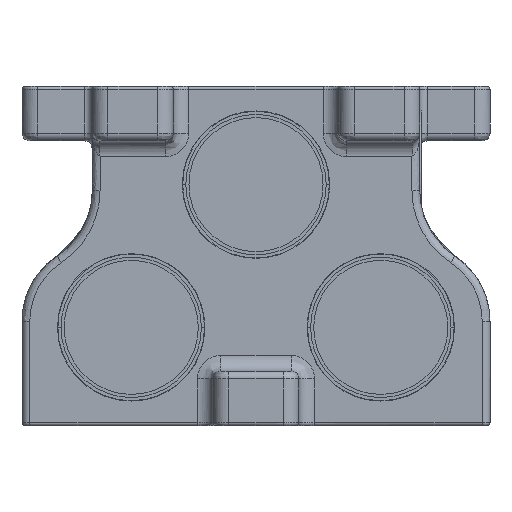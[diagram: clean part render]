
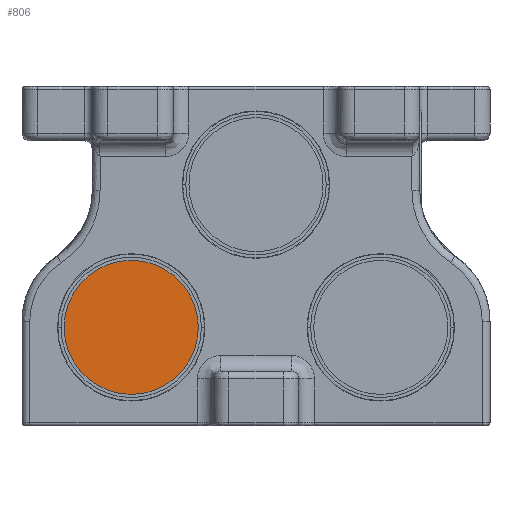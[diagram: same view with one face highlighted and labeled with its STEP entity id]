
A CAD part, front view. The second image highlights one B-rep face of the part: STEP entity #806.
In plain terms, the highlighted free-form (B-spline) face has degree [1, 1] with [2, 2] control points.
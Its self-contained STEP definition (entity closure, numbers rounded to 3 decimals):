
#476 = ( BOUNDED_SURFACE() B_SPLINE_SURFACE(1,2,(
    (#477,#478,#479,#480,#481)
    ,(#482,#483,#484,#485,#486
)),.UNSPECIFIED.,.F.,.F.,.F.) B_SPLINE_SURFACE_WITH_KNOTS((2,2),(3,2,3),
  (0.,1.),(0.,0.353,1.),.UNSPECIFIED.) 
GEOMETRIC_REPRESENTATION_ITEM() RATIONAL_B_SPLINE_SURFACE((
    (0.752,0.728,1.,0.5,1.)
,(0.752,0.728,1.,0.5,1.))) REPRESENTATION_ITEM('') SURFACE() );
#477 = CARTESIAN_POINT('',(-2098.589,-1862.716,
    61.207));
#478 = CARTESIAN_POINT('',(-2095.698,-1862.716,
    33.46));
#479 = CARTESIAN_POINT('',(-2119.858,-1862.716,
    19.511));
#480 = CARTESIAN_POINT('',(-2184.358,-1862.716,
    -17.728));
#481 = CARTESIAN_POINT('',(-2184.358,-1862.716,
    56.75));
#482 = CARTESIAN_POINT('',(-2098.589,-1836.716,
    61.207));
#483 = CARTESIAN_POINT('',(-2095.698,-1836.716,
    33.46));
#484 = CARTESIAN_POINT('',(-2119.858,-1836.716,
    19.511));
#485 = CARTESIAN_POINT('',(-2184.358,-1836.716,
    -17.728));
#486 = CARTESIAN_POINT('',(-2184.358,-1836.716,
    56.75));
#533 = ( BOUNDED_SURFACE() B_SPLINE_SURFACE(1,2,(
    (#534,#535,#536,#537,#538)
    ,(#539,#540,#541,#542,#543
)),.UNSPECIFIED.,.F.,.F.,.F.) B_SPLINE_SURFACE_WITH_KNOTS((2,2),(3,2,3),
  (0.,1.),(0.,0.647,1.),.UNSPECIFIED.) 
GEOMETRIC_REPRESENTATION_ITEM() RATIONAL_B_SPLINE_SURFACE((
    (1.,0.5,1.,0.728,0.752)
,(1.,0.5,1.,0.728,0.752))) REPRESENTATION_ITEM('') SURFACE() );
#534 = CARTESIAN_POINT('',(-2184.358,-1862.716,
    56.75));
#535 = CARTESIAN_POINT('',(-2184.358,-1862.716,
    131.228));
#536 = CARTESIAN_POINT('',(-2119.858,-1862.716,
    93.989));
#537 = CARTESIAN_POINT('',(-2095.698,-1862.716,
    80.04));
#538 = CARTESIAN_POINT('',(-2098.589,-1862.716,
    52.293));
#539 = CARTESIAN_POINT('',(-2184.358,-1836.716,
    56.75));
#540 = CARTESIAN_POINT('',(-2184.358,-1836.716,
    131.228));
#541 = CARTESIAN_POINT('',(-2119.858,-1836.716,
    93.989));
#542 = CARTESIAN_POINT('',(-2095.698,-1836.716,
    80.04));
#543 = CARTESIAN_POINT('',(-2098.589,-1836.716,
    52.293));
#806 = ADVANCED_FACE('',(#807),#822,.T.);
#807 = FACE_BOUND('',#808,.T.);
#808 = EDGE_LOOP('',(#809,#871));
#809 = ORIENTED_EDGE('',*,*,#810,.F.);
#810 = EDGE_CURVE('',#811,#813,#815,.T.);
#811 = VERTEX_POINT('',#812);
#812 = CARTESIAN_POINT('',(-2098.358,-1837.216,
    56.75));
#813 = VERTEX_POINT('',#814);
#814 = CARTESIAN_POINT('',(-2184.358,-1837.216,
    56.75));
#815 = SURFACE_CURVE('',#816,(#821,#842),.PCURVE_S1.);
#816 = CIRCLE('',#817,43.);
#817 = AXIS2_PLACEMENT_3D('',#818,#819,#820);
#818 = CARTESIAN_POINT('',(-2141.358,-1837.216,
    56.75));
#819 = DIRECTION('',(0.,1.,0.));
#820 = DIRECTION('',(1.,0.,0.));
#821 = PCURVE('',#822,#827);
#822 = B_SPLINE_SURFACE_WITH_KNOTS('',1,1,(
    (#823,#824)
    ,(#825,#826
    )),.UNSPECIFIED.,.F.,.F.,.F.,(2,2),(2,2),(0.,1.),(0.,1.),
  .PIECEWISE_BEZIER_KNOTS.);
#823 = CARTESIAN_POINT('',(-2186.527,-1837.216,
    101.919));
#824 = CARTESIAN_POINT('',(-2096.189,-1837.216,
    101.919));
#825 = CARTESIAN_POINT('',(-2186.527,-1837.216,
    11.581));
#826 = CARTESIAN_POINT('',(-2096.189,-1837.216,
    11.581));
#827 = DEFINITIONAL_REPRESENTATION('',(#828),#841);
#828 = B_SPLINE_CURVE_WITH_KNOTS('',11,(#829,#830,#831,#832,#833,#834,
    #835,#836,#837,#838,#839,#840),.UNSPECIFIED.,.F.,.F.,(12,12),(
    0.,3.142),.PIECEWISE_BEZIER_KNOTS.);
#829 = CARTESIAN_POINT('',(0.5,0.976));
#830 = CARTESIAN_POINT('',(0.636,0.976));
#831 = CARTESIAN_POINT('',(0.772,0.933));
#832 = CARTESIAN_POINT('',(0.893,0.848));
#833 = CARTESIAN_POINT('',(0.984,0.726));
#834 = CARTESIAN_POINT('',(1.033,0.578));
#835 = CARTESIAN_POINT('',(1.033,0.422));
#836 = CARTESIAN_POINT('',(0.984,0.274));
#837 = CARTESIAN_POINT('',(0.893,0.152));
#838 = CARTESIAN_POINT('',(0.772,0.067));
#839 = CARTESIAN_POINT('',(0.636,0.024));
#840 = CARTESIAN_POINT('',(0.5,0.024));
#841 = ( GEOMETRIC_REPRESENTATION_CONTEXT(2) 
PARAMETRIC_REPRESENTATION_CONTEXT() REPRESENTATION_CONTEXT('2D SPACE',''
  ) );
#842 = PCURVE('',#476,#843);
#843 = DEFINITIONAL_REPRESENTATION('',(#844),#870);
#844 = B_SPLINE_CURVE_WITH_KNOTS('',3,(#845,#846,#847,#848,#849,#850,
    #851,#852,#853,#854,#855,#856,#857,#858,#859,#860,#861,#862,#863,
    #864,#865,#866,#867,#868,#869),.UNSPECIFIED.,.F.,.F.,(4,1,1,1,1,1,1,
    1,1,1,1,1,1,1,1,1,1,1,1,1,1,1,4),(0.,0.143,
    0.286,0.428,0.571,0.714,
    0.857,1.,1.142,1.285,
    1.428,1.571,1.714,1.856,
    1.999,2.142,2.285,2.428,
    2.57,2.713,2.856,2.999,
    3.142),.QUASI_UNIFORM_KNOTS.);
#845 = CARTESIAN_POINT('',(0.981,0.029));
#846 = CARTESIAN_POINT('',(0.981,0.042));
#847 = CARTESIAN_POINT('',(0.981,0.069));
#848 = CARTESIAN_POINT('',(0.981,0.11));
#849 = CARTESIAN_POINT('',(0.981,0.151));
#850 = CARTESIAN_POINT('',(0.981,0.193));
#851 = CARTESIAN_POINT('',(0.981,0.238));
#852 = CARTESIAN_POINT('',(0.981,0.285));
#853 = CARTESIAN_POINT('',(0.981,0.335));
#854 = CARTESIAN_POINT('',(0.981,0.388));
#855 = CARTESIAN_POINT('',(0.981,0.437));
#856 = CARTESIAN_POINT('',(0.981,0.483));
#857 = CARTESIAN_POINT('',(0.981,0.526));
#858 = CARTESIAN_POINT('',(0.981,0.569));
#859 = CARTESIAN_POINT('',(0.981,0.609));
#860 = CARTESIAN_POINT('',(0.981,0.65));
#861 = CARTESIAN_POINT('',(0.981,0.69));
#862 = CARTESIAN_POINT('',(0.981,0.73));
#863 = CARTESIAN_POINT('',(0.981,0.77));
#864 = CARTESIAN_POINT('',(0.981,0.812));
#865 = CARTESIAN_POINT('',(0.981,0.855));
#866 = CARTESIAN_POINT('',(0.981,0.9));
#867 = CARTESIAN_POINT('',(0.981,0.948));
#868 = CARTESIAN_POINT('',(0.981,0.982));
#869 = CARTESIAN_POINT('',(0.981,1.));
#870 = ( GEOMETRIC_REPRESENTATION_CONTEXT(2) 
PARAMETRIC_REPRESENTATION_CONTEXT() REPRESENTATION_CONTEXT('2D SPACE',''
  ) );
#871 = ORIENTED_EDGE('',*,*,#872,.F.);
#872 = EDGE_CURVE('',#813,#811,#873,.T.);
#873 = SURFACE_CURVE('',#874,(#879,#895),.PCURVE_S1.);
#874 = CIRCLE('',#875,43.);
#875 = AXIS2_PLACEMENT_3D('',#876,#877,#878);
#876 = CARTESIAN_POINT('',(-2141.358,-1837.216,
    56.75));
#877 = DIRECTION('',(0.,1.,0.));
#878 = DIRECTION('',(-1.,0.,0.));
#879 = PCURVE('',#822,#880);
#880 = DEFINITIONAL_REPRESENTATION('',(#881),#894);
#881 = B_SPLINE_CURVE_WITH_KNOTS('',11,(#882,#883,#884,#885,#886,#887,
    #888,#889,#890,#891,#892,#893),.UNSPECIFIED.,.F.,.F.,(12,12),(
    0.,3.142),.PIECEWISE_BEZIER_KNOTS.);
#882 = CARTESIAN_POINT('',(0.5,0.024));
#883 = CARTESIAN_POINT('',(0.364,0.024));
#884 = CARTESIAN_POINT('',(0.228,0.067));
#885 = CARTESIAN_POINT('',(0.107,0.152));
#886 = CARTESIAN_POINT('',(0.016,0.274));
#887 = CARTESIAN_POINT('',(-0.033,0.422));
#888 = CARTESIAN_POINT('',(-0.033,0.578));
#889 = CARTESIAN_POINT('',(0.016,0.726));
#890 = CARTESIAN_POINT('',(0.107,0.848));
#891 = CARTESIAN_POINT('',(0.228,0.933));
#892 = CARTESIAN_POINT('',(0.364,0.976));
#893 = CARTESIAN_POINT('',(0.5,0.976));
#894 = ( GEOMETRIC_REPRESENTATION_CONTEXT(2) 
PARAMETRIC_REPRESENTATION_CONTEXT() REPRESENTATION_CONTEXT('2D SPACE',''
  ) );
#895 = PCURVE('',#533,#896);
#896 = DEFINITIONAL_REPRESENTATION('',(#897),#923);
#897 = B_SPLINE_CURVE_WITH_KNOTS('',3,(#898,#899,#900,#901,#902,#903,
    #904,#905,#906,#907,#908,#909,#910,#911,#912,#913,#914,#915,#916,
    #917,#918,#919,#920,#921,#922),.UNSPECIFIED.,.F.,.F.,(4,1,1,1,1,1,1,
    1,1,1,1,1,1,1,1,1,1,1,1,1,1,1,4),(0.,0.143,
    0.286,0.428,0.571,0.714,
    0.857,1.,1.142,1.285,
    1.428,1.571,1.714,1.856,
    1.999,2.142,2.285,2.428,
    2.57,2.713,2.856,2.999,
    3.142),.QUASI_UNIFORM_KNOTS.);
#898 = CARTESIAN_POINT('',(0.981,0.));
#899 = CARTESIAN_POINT('',(0.981,0.018));
#900 = CARTESIAN_POINT('',(0.981,0.052));
#901 = CARTESIAN_POINT('',(0.981,0.1));
#902 = CARTESIAN_POINT('',(0.981,0.145));
#903 = CARTESIAN_POINT('',(0.981,0.188));
#904 = CARTESIAN_POINT('',(0.981,0.23));
#905 = CARTESIAN_POINT('',(0.981,0.27));
#906 = CARTESIAN_POINT('',(0.981,0.31));
#907 = CARTESIAN_POINT('',(0.981,0.35));
#908 = CARTESIAN_POINT('',(0.981,0.391));
#909 = CARTESIAN_POINT('',(0.981,0.431));
#910 = CARTESIAN_POINT('',(0.981,0.474));
#911 = CARTESIAN_POINT('',(0.981,0.517));
#912 = CARTESIAN_POINT('',(0.981,0.563));
#913 = CARTESIAN_POINT('',(0.981,0.612));
#914 = CARTESIAN_POINT('',(0.981,0.665));
#915 = CARTESIAN_POINT('',(0.981,0.715));
#916 = CARTESIAN_POINT('',(0.981,0.762));
#917 = CARTESIAN_POINT('',(0.981,0.807));
#918 = CARTESIAN_POINT('',(0.981,0.849));
#919 = CARTESIAN_POINT('',(0.981,0.89));
#920 = CARTESIAN_POINT('',(0.981,0.931));
#921 = CARTESIAN_POINT('',(0.981,0.958));
#922 = CARTESIAN_POINT('',(0.981,0.971));
#923 = ( GEOMETRIC_REPRESENTATION_CONTEXT(2) 
PARAMETRIC_REPRESENTATION_CONTEXT() REPRESENTATION_CONTEXT('2D SPACE',''
  ) );
